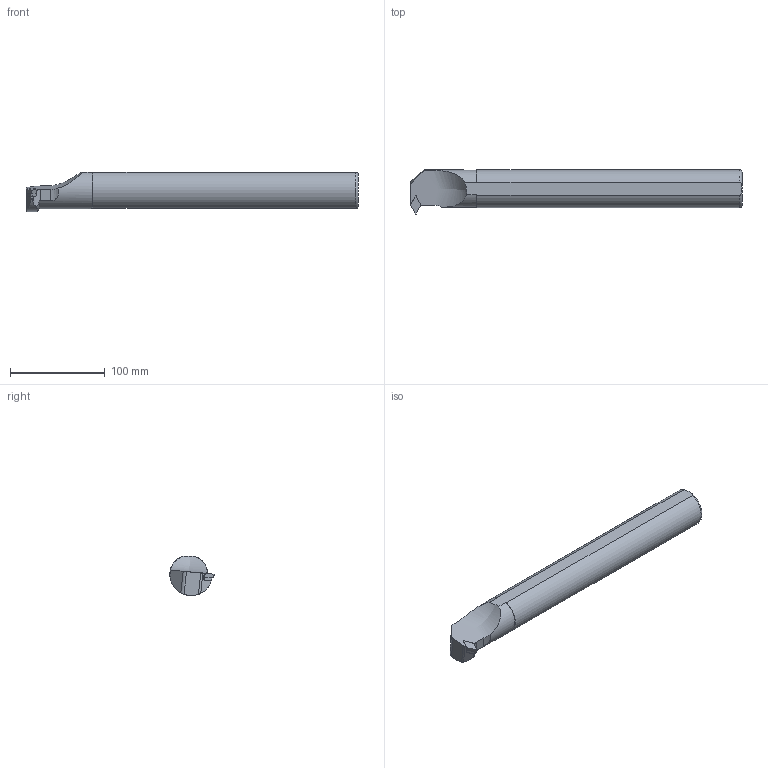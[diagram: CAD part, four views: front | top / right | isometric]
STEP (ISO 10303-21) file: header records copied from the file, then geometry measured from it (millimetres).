
FILE_DESCRIPTION(/* description */ (''),/* implementation_level */ '2;1');
FILE_NAME(/* name */ 'S40U-SD-CR-11.stp',/* time_stamp */ '2023-10-17T20:16:06+03:00',/* author */ (''),/* organization */ (''),/* preprocessor_version */ 'ST-DEVELOPER v19.4',/* originating_system */ 'SIEMENS PLM Software NX2306.3001',/* authorisation */ '');
FILE_SCHEMA (('AUTOMOTIVE_DESIGN { 1 0 10303 214 3 1 1 1 }'));
Length unit declared in the file: millimetre
Products named in the file (1): model1_objects
Bounding box: 350 x 46.99 x 41.25 mm (x, y, z)
Volume: 405572.6 mm3; surface area: 45287.7 mm2
Topology: 2 solids, 2 shells, 49 faces, 134 edges, 87 vertices
Faces by surface type: plane 26, cylinder 15, cone 5, bspline 2, torus 1
Entity records: 2286 total; most frequent: CARTESIAN_POINT 995, ORIENTED_EDGE 260, DIRECTION 226, EDGE_CURVE 130, VERTEX_POINT 86, AXIS2_PLACEMENT_3D 81, LINE 64, VECTOR 64
